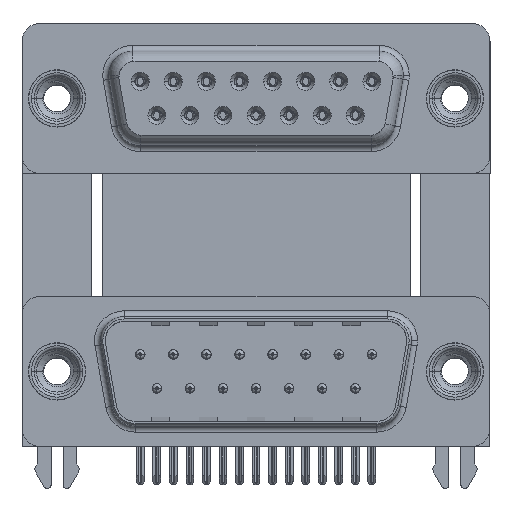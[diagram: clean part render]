
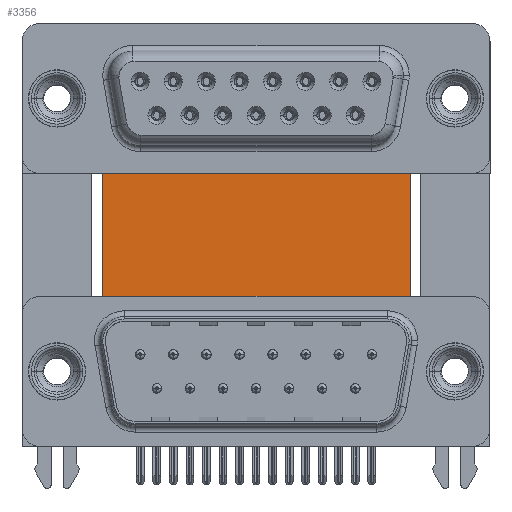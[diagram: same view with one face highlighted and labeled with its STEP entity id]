
A CAD part, top view. The second image highlights one B-rep face of the part: STEP entity #3356.
In plain terms, the highlighted planar face has unit normal (0, 0, 1).
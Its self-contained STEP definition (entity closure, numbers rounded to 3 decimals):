
#173 = VECTOR ( 'NONE', #10037, 1000. ) ;
#1559 = LINE ( 'NONE', #8547, #16820 ) ;
#3356 = ADVANCED_FACE ( 'NONE', ( #36554 ), #29605, .F. ) ;
#4090 = DIRECTION ( 'NONE',  ( 0., -1., 0. ) ) ;
#5373 = VERTEX_POINT ( 'NONE', #38324 ) ;
#5647 = LINE ( 'NONE', #25828, #173 ) ;
#5929 = CARTESIAN_POINT ( 'NONE',  ( 3.79, -3.735, -12. ) ) ;
#6047 = VERTEX_POINT ( 'NONE', #27072 ) ;
#7447 = ORIENTED_EDGE ( 'NONE', *, *, #41335, .T. ) ;
#8043 = CARTESIAN_POINT ( 'NONE',  ( 3.79, 16.585, -12. ) ) ;
#8049 = CARTESIAN_POINT ( 'NONE',  ( 3.79, 16.585, -12. ) ) ;
#8502 = DIRECTION ( 'NONE',  ( 0., 0., -1. ) ) ;
#8547 = CARTESIAN_POINT ( 'NONE',  ( 3.79, 16.585, -12. ) ) ;
#9292 = CARTESIAN_POINT ( 'NONE',  ( 29.58, 16.585, -12. ) ) ;
#10037 = DIRECTION ( 'NONE',  ( 0., -1., 0. ) ) ;
#14544 = ORIENTED_EDGE ( 'NONE', *, *, #28142, .F. ) ;
#16820 = VECTOR ( 'NONE', #37054, 1000. ) ;
#17713 = EDGE_CURVE ( 'NONE', #24755, #23664, #5647, .T. ) ;
#18225 = LINE ( 'NONE', #8043, #30348 ) ;
#20056 = DIRECTION ( 'NONE',  ( 1., 0., 0. ) ) ;
#22006 = CARTESIAN_POINT ( 'NONE',  ( 29.58, -3.735, -12. ) ) ;
#23545 = LINE ( 'NONE', #5929, #30475 ) ;
#23664 = VERTEX_POINT ( 'NONE', #22006 ) ;
#24755 = VERTEX_POINT ( 'NONE', #9292 ) ;
#25828 = CARTESIAN_POINT ( 'NONE',  ( 29.58, 16.585, -12. ) ) ;
#25856 = EDGE_LOOP ( 'NONE', ( #41542, #35198, #14544, #7447 ) ) ;
#27072 = CARTESIAN_POINT ( 'NONE',  ( 3.79, -3.735, -12. ) ) ;
#28142 = EDGE_CURVE ( 'NONE', #5373, #24755, #1559, .T. ) ;
#29605 = PLANE ( 'NONE',  #38431 ) ;
#30348 = VECTOR ( 'NONE', #4090, 1000. ) ;
#30475 = VECTOR ( 'NONE', #20056, 1000. ) ;
#32838 = DIRECTION ( 'NONE',  ( -1., 0., 0. ) ) ;
#35198 = ORIENTED_EDGE ( 'NONE', *, *, #17713, .F. ) ;
#36554 = FACE_OUTER_BOUND ( 'NONE', #25856, .T. ) ;
#37054 = DIRECTION ( 'NONE',  ( 1., 0., 0. ) ) ;
#38324 = CARTESIAN_POINT ( 'NONE',  ( 3.79, 16.585, -12. ) ) ;
#38431 = AXIS2_PLACEMENT_3D ( 'NONE', #8049, #8502, #32838 ) ;
#41335 = EDGE_CURVE ( 'NONE', #5373, #6047, #18225, .T. ) ;
#41542 = ORIENTED_EDGE ( 'NONE', *, *, #45593, .T. ) ;
#45593 = EDGE_CURVE ( 'NONE', #6047, #23664, #23545, .T. ) ;
